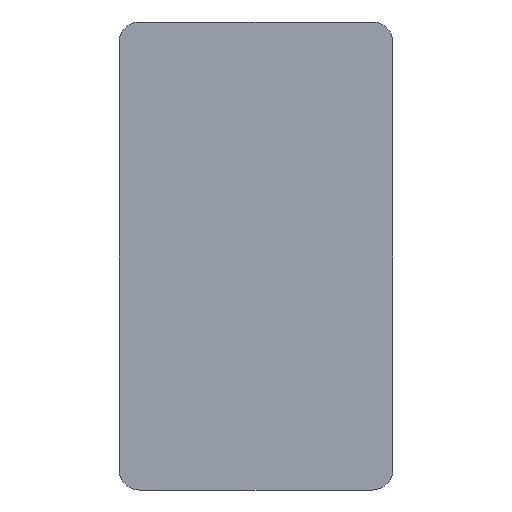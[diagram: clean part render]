
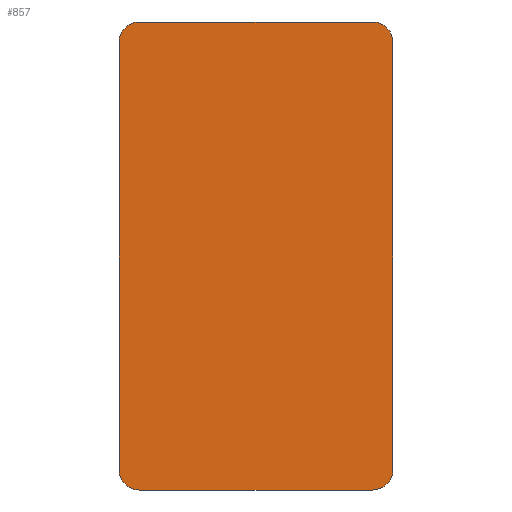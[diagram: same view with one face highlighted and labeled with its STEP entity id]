
A CAD part, left-side view. The second image highlights one B-rep face of the part: STEP entity #857.
In plain terms, the highlighted planar face has unit normal (-1, 0, 0).
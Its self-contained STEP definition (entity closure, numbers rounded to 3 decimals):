
#557=CARTESIAN_POINT('Vertex',(443.655,-39.,74.306)) ;
#560=CARTESIAN_POINT('Line Origine',(443.655,-69.,74.306)) ;
#564=CARTESIAN_POINT('Vertex',(443.655,-99.,74.306)) ;
#585=CARTESIAN_POINT('Control Point',(443.655,-99.,74.306)) ;
#586=CARTESIAN_POINT('Control Point',(443.655,-100.667,74.306)) ;
#587=CARTESIAN_POINT('Control Point',(443.655,-102.335,73.653)) ;
#588=CARTESIAN_POINT('Control Point',(443.655,-103.653,72.335)) ;
#589=CARTESIAN_POINT('Control Point',(443.655,-104.306,70.667)) ;
#590=CARTESIAN_POINT('Control Point',(443.655,-104.306,69.)) ;
#591=CARTESIAN_POINT('Vertex',(443.655,-104.306,69.)) ;
#611=CARTESIAN_POINT('Line Origine',(443.655,-104.306,14.)) ;
#615=CARTESIAN_POINT('Vertex',(443.655,-104.306,-41.)) ;
#636=CARTESIAN_POINT('Control Point',(443.655,-104.306,-41.)) ;
#637=CARTESIAN_POINT('Control Point',(443.655,-104.306,-42.667)) ;
#638=CARTESIAN_POINT('Control Point',(443.655,-103.653,-44.335)) ;
#639=CARTESIAN_POINT('Control Point',(443.655,-102.335,-45.653)) ;
#640=CARTESIAN_POINT('Control Point',(443.655,-100.667,-46.306)) ;
#641=CARTESIAN_POINT('Control Point',(443.655,-99.,-46.306)) ;
#642=CARTESIAN_POINT('Vertex',(443.655,-99.,-46.306)) ;
#662=CARTESIAN_POINT('Line Origine',(443.655,-69.,-46.306)) ;
#666=CARTESIAN_POINT('Vertex',(443.655,-39.,-46.306)) ;
#686=CARTESIAN_POINT('Axis2P3D Location',(443.655,-39.,-41.)) ;
#690=CARTESIAN_POINT('Vertex',(443.655,-33.694,-41.)) ;
#710=CARTESIAN_POINT('Line Origine',(443.655,-33.694,14.)) ;
#714=CARTESIAN_POINT('Vertex',(443.655,-33.694,69.)) ;
#734=CARTESIAN_POINT('Axis2P3D Location',(443.655,-39.,69.)) ;
#842=CARTESIAN_POINT('Axis2P3D Location',(443.655,-69.,14.)) ;
#561=DIRECTION('Vector Direction',(0.,-1.,0.)) ;
#612=DIRECTION('Vector Direction',(0.,0.,1.)) ;
#663=DIRECTION('Vector Direction',(0.,1.,0.)) ;
#687=DIRECTION('Axis2P3D Direction',(1.,0.,0.)) ;
#711=DIRECTION('Vector Direction',(0.,0.,-1.)) ;
#735=DIRECTION('Axis2P3D Direction',(1.,0.,0.)) ;
#843=DIRECTION('Axis2P3D Direction',(1.,0.,0.)) ;
#844=DIRECTION('Axis2P3D XDirection',(0.,0.,-1.)) ;
#688=AXIS2_PLACEMENT_3D('Circle Axis2P3D',#686,#687,$) ;
#736=AXIS2_PLACEMENT_3D('Circle Axis2P3D',#734,#735,$) ;
#845=AXIS2_PLACEMENT_3D('Plane Axis2P3D',#842,#843,#844) ;
#848=ORIENTED_EDGE('',*,*,#738,.T.) ;
#849=ORIENTED_EDGE('',*,*,#716,.T.) ;
#850=ORIENTED_EDGE('',*,*,#692,.T.) ;
#851=ORIENTED_EDGE('',*,*,#668,.T.) ;
#852=ORIENTED_EDGE('',*,*,#644,.T.) ;
#853=ORIENTED_EDGE('',*,*,#617,.T.) ;
#854=ORIENTED_EDGE('',*,*,#593,.T.) ;
#855=ORIENTED_EDGE('',*,*,#566,.T.) ;
#562=VECTOR('Line Direction',#561,1.) ;
#613=VECTOR('Line Direction',#612,1.) ;
#664=VECTOR('Line Direction',#663,1.) ;
#712=VECTOR('Line Direction',#711,1.) ;
#857=ADVANCED_FACE('H0006396.1\\PartBody',(#856),#846,.F.) ;
#584=B_SPLINE_CURVE_WITH_KNOTS('',5,(#585,#586,#587,#588,#589,#590),.UNSPECIFIED.,.F.,.U.,(6,6),(-3.927,3.927),.UNSPECIFIED.) ;
#635=B_SPLINE_CURVE_WITH_KNOTS('',5,(#636,#637,#638,#639,#640,#641),.UNSPECIFIED.,.F.,.U.,(6,6),(-3.927,3.927),.UNSPECIFIED.) ;
#689=CIRCLE('generated circle',#688,5.306) ;
#737=CIRCLE('generated circle',#736,5.306) ;
#566=EDGE_CURVE('',#565,#558,#563,.F.) ;
#593=EDGE_CURVE('',#592,#565,#584,.F.) ;
#617=EDGE_CURVE('',#616,#592,#614,.T.) ;
#644=EDGE_CURVE('',#643,#616,#635,.F.) ;
#668=EDGE_CURVE('',#667,#643,#665,.F.) ;
#692=EDGE_CURVE('',#691,#667,#689,.F.) ;
#716=EDGE_CURVE('',#715,#691,#713,.T.) ;
#738=EDGE_CURVE('',#558,#715,#737,.F.) ;
#847=EDGE_LOOP('',(#848,#849,#850,#851,#852,#853,#854,#855)) ;
#856=FACE_OUTER_BOUND('',#847,.T.) ;
#563=LINE('Line',#560,#562) ;
#614=LINE('Line',#611,#613) ;
#665=LINE('Line',#662,#664) ;
#713=LINE('Line',#710,#712) ;
#846=PLANE('',#845) ;
#558=VERTEX_POINT('',#557) ;
#565=VERTEX_POINT('',#564) ;
#592=VERTEX_POINT('',#591) ;
#616=VERTEX_POINT('',#615) ;
#643=VERTEX_POINT('',#642) ;
#667=VERTEX_POINT('',#666) ;
#691=VERTEX_POINT('',#690) ;
#715=VERTEX_POINT('',#714) ;
